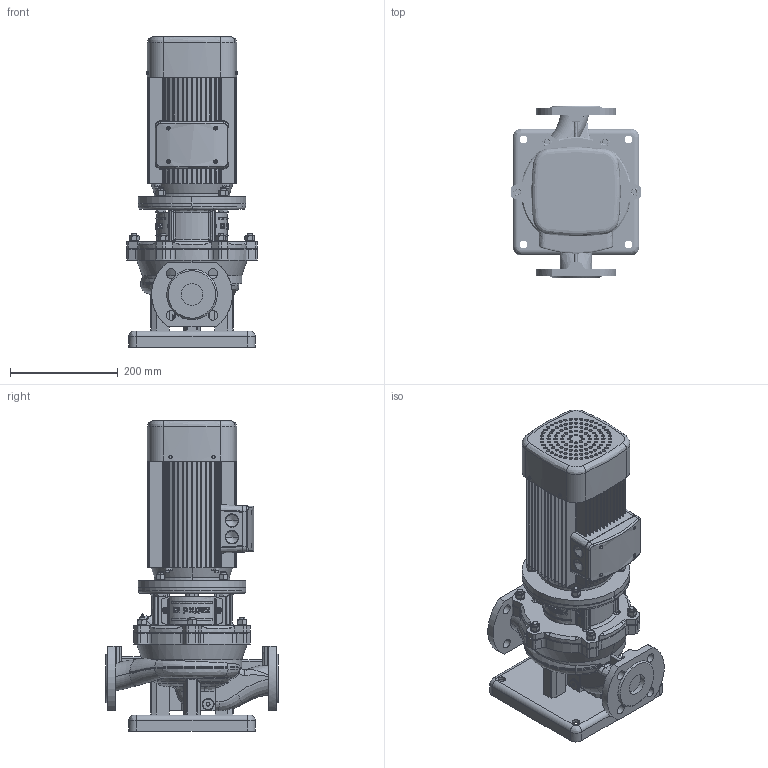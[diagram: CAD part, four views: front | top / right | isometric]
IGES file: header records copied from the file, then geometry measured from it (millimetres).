
Global section: file name: 015P2002 (RV 40-2302); native system: AutoCAD 2021 — Русский (Russian),62HAutod; preprocessor: esk Translation Framework DWG producer (atf_dwg_producer); organization: unknown; date: 20230328.214203; units: millimetre
Bounding box: 242 x 320 x 577 mm (x, y, z)
Volume: 11094056 mm3; surface area: 1207305.7 mm2
Topology: 47 solids, 48 shells, 3607 faces, 12086 edges, 9001 vertices
Faces by surface type: bspline 3501, revolution 106
